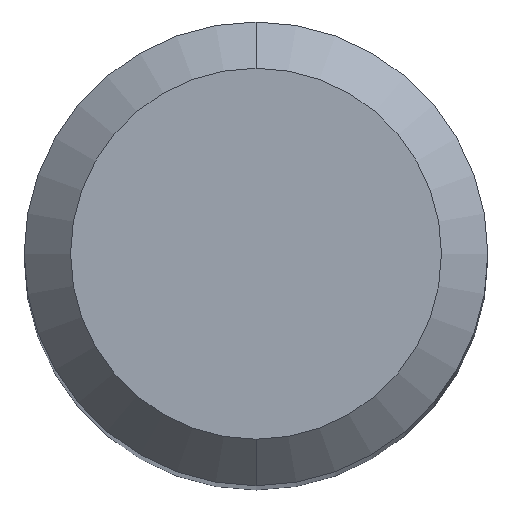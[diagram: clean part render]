
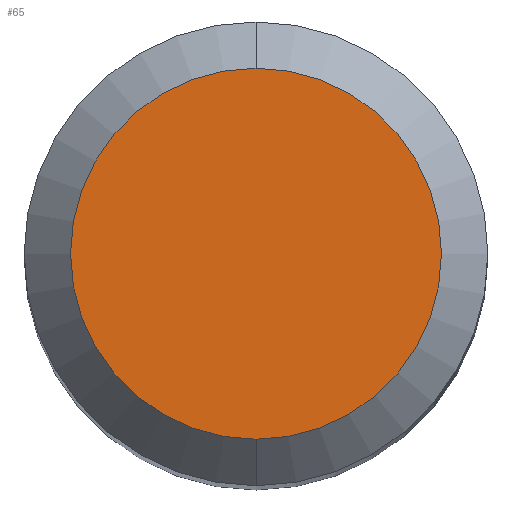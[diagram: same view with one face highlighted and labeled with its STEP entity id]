
A CAD part, top view. The second image highlights one B-rep face of the part: STEP entity #65.
In plain terms, the highlighted planar face has unit normal (0, 0, 1).
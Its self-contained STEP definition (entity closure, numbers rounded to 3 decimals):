
#51=PLANE('',#342);
#65=ADVANCED_FACE('',(#84),#51,.F.);
#84=FACE_OUTER_BOUND('',#99,.T.);
#99=EDGE_LOOP('',(#160,#161));
#112=CIRCLE('',#338,4.);
#113=CIRCLE('',#340,4.);
#160=ORIENTED_EDGE('',*,*,#200,.F.);
#161=ORIENTED_EDGE('',*,*,#198,.F.);
#175=VERTEX_POINT('',#496);
#176=VERTEX_POINT('',#498);
#198=EDGE_CURVE('',#175,#176,#112,.T.);
#200=EDGE_CURVE('',#176,#175,#113,.T.);
#338=AXIS2_PLACEMENT_3D('',#497,#424,#425);
#340=AXIS2_PLACEMENT_3D('',#501,#429,#430);
#342=AXIS2_PLACEMENT_3D('',#503,#433,#434);
#424=DIRECTION('',(0.,0.,-1.));
#425=DIRECTION('',(0.,-1.,0.));
#429=DIRECTION('',(0.,0.,-1.));
#430=DIRECTION('',(0.,1.,0.));
#433=DIRECTION('',(0.,0.,-1.));
#434=DIRECTION('',(0.,1.,0.));
#496=CARTESIAN_POINT('',(0.,-4.,102.601));
#497=CARTESIAN_POINT('',(0.,0.,102.601));
#498=CARTESIAN_POINT('',(0.,4.,102.601));
#501=CARTESIAN_POINT('',(0.,0.,102.601));
#503=CARTESIAN_POINT('',(0.,0.,102.601));
